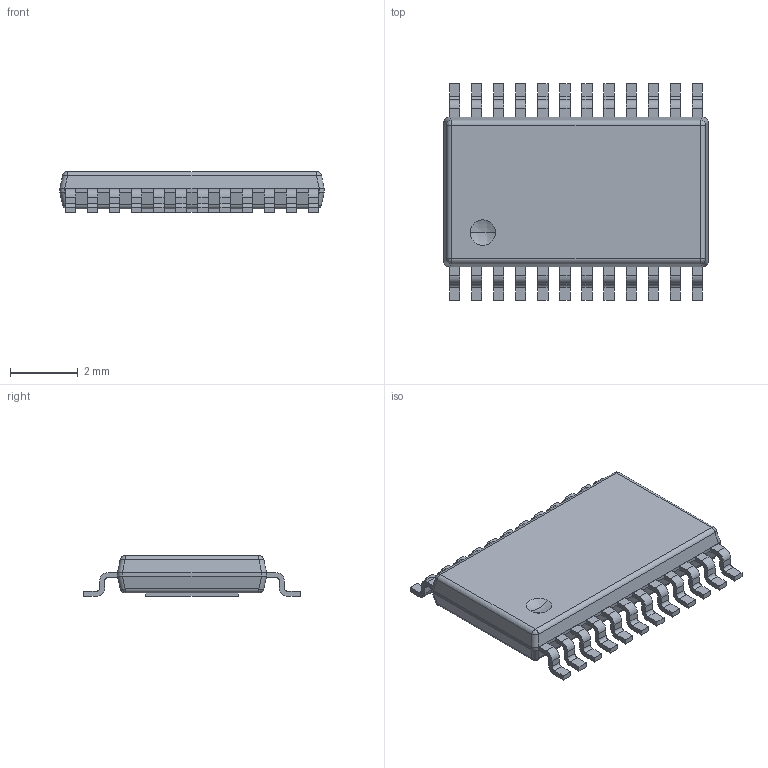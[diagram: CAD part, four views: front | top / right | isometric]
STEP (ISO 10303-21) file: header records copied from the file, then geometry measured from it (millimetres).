
FILE_DESCRIPTION (( 'STEP AP214' ), '1' );
FILE_NAME ('LTC3110.STEP', '2020-08-22T04:28:42', ( '' ), ( '' ), 'SwSTEP 2.0', 'SolidWorks 2019', '' );
FILE_SCHEMA (( 'AUTOMOTIVE_DESIGN' ));
Length unit declared in the file: inch
Products named in the file (1): LTC3110
Bounding box: 7.8 x 6.4 x 1.2 mm (x, y, z)
Volume: 38.7 mm3; surface area: 121.3 mm2
Topology: 13 solids, 13 shells, 399 faces, 1039 edges, 668 vertices
Faces by surface type: plane 271, cylinder 118, bspline 10
Entity records: 17551 total; most frequent: CARTESIAN_POINT 2329, ORIENTED_EDGE 2078, DIRECTION 2016, EDGE_CURVE 1039, VECTOR 794, LINE 794, VERTEX_POINT 668, AXIS2_PLACEMENT_3D 611
